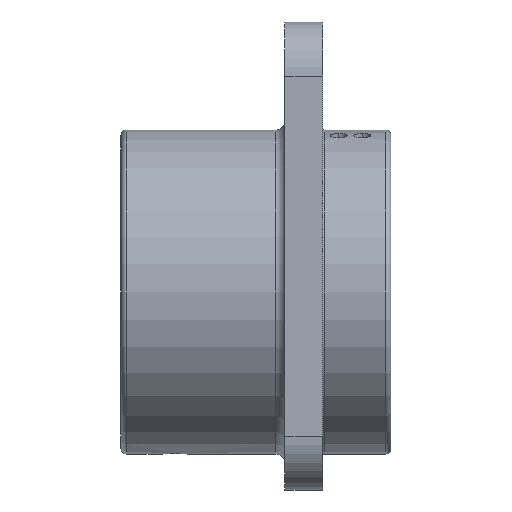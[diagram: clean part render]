
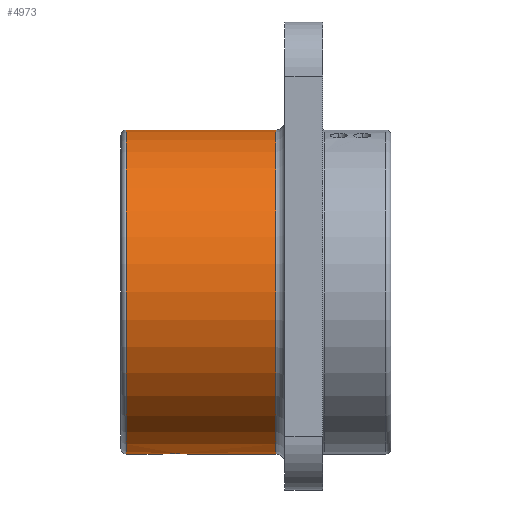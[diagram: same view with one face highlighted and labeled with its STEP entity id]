
A CAD part, left-side view. The second image highlights one B-rep face of the part: STEP entity #4973.
In plain terms, the highlighted cylindrical face has radius 90 mm (diameter 180 mm), a partial arc.
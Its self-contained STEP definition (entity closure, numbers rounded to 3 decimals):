
#25 = CARTESIAN_POINT ( 'NONE',  ( 0., 101.5, 90. ) ) ;
#42 = CARTESIAN_POINT ( 'NONE',  ( 0., 101.5, 0. ) ) ;
#66 = CARTESIAN_POINT ( 'NONE',  ( -6.954, 70.579, -89.731 ) ) ;
#113 = CARTESIAN_POINT ( 'NONE',  ( -5.564, 75.772, -89.828 ) ) ;
#196 = CARTESIAN_POINT ( 'NONE',  ( -6.821, 73.089, -89.741 ) ) ;
#197 = CARTESIAN_POINT ( 'NONE',  ( 0., 98.5, 90. ) ) ;
#295 = VECTOR ( 'NONE', #1073, 1000. ) ;
#410 = LINE ( 'NONE', #6645, #7300 ) ;
#537 = ORIENTED_EDGE ( 'NONE', *, *, #6298, .T. ) ;
#617 = CARTESIAN_POINT ( 'NONE',  ( -3.106, 77.79, -89.947 ) ) ;
#635 = CARTESIAN_POINT ( 'NONE',  ( -6.38, 68.61, -89.774 ) ) ;
#690 = B_SPLINE_CURVE_WITH_KNOTS ( 'NONE', 3,
 ( #6305, #6338, #66, #5748, #1868, #635, #4062, #2907, #4125, #1227, #2942, #4024, #2359, #6271, #6376, #6857, #3007, #1800, #5257, #3529, #1831, #1192 ),
 .UNSPECIFIED., .F., .F.,
 ( 4, 2, 2, 2, 2, 2, 2, 2, 2, 2, 4 ),
 ( 0.011, 0.012, 0.014, 0.014, 0.015, 0.016, 0.018, 0.018, 0.019, 0.021, 0.022 ),
 .UNSPECIFIED. ) ;
#759 = LINE ( 'NONE', #5324, #6562 ) ;
#985 = CARTESIAN_POINT ( 'NONE',  ( -7., 71.5, -89.727 ) ) ;
#1073 = DIRECTION ( 'NONE',  ( 0., -1., 0. ) ) ;
#1098 = CARTESIAN_POINT ( 'NONE',  ( -2.251, 78.132, -89.972 ) ) ;
#1137 = CARTESIAN_POINT ( 'NONE',  ( 0., 15.5, -90. ) ) ;
#1192 = CARTESIAN_POINT ( 'NONE',  ( 0., 64.5, -90. ) ) ;
#1208 = CARTESIAN_POINT ( 'NONE',  ( -1.811, 78.266, -89.982 ) ) ;
#1227 = CARTESIAN_POINT ( 'NONE',  ( -5.566, 67.23, -89.828 ) ) ;
#1317 = CARTESIAN_POINT ( 'NONE',  ( 0., 64.5, -90. ) ) ;
#1337 = VERTEX_POINT ( 'NONE', #1911 ) ;
#1714 = EDGE_CURVE ( 'NONE', #1337, #2624, #4155, .T. ) ;
#1775 = CARTESIAN_POINT ( 'NONE',  ( -4.269, 77.067, -89.9 ) ) ;
#1800 = CARTESIAN_POINT ( 'NONE',  ( -2.254, 64.857, -89.973 ) ) ;
#1814 = CARTESIAN_POINT ( 'NONE',  ( -5.948, 75.198, -89.803 ) ) ;
#1831 = CARTESIAN_POINT ( 'NONE',  ( -0.457, 64.5, -90. ) ) ;
#1868 = CARTESIAN_POINT ( 'NONE',  ( -6.643, 69.246, -89.755 ) ) ;
#1911 = CARTESIAN_POINT ( 'NONE',  ( 0., 78.5, -90. ) ) ;
#2114 = DIRECTION ( 'NONE',  ( 0., 0., 1. ) ) ;
#2337 = EDGE_CURVE ( 'NONE', #2624, #5002, #690, .T. ) ;
#2359 = CARTESIAN_POINT ( 'NONE',  ( -4.269, 65.934, -89.899 ) ) ;
#2430 = AXIS2_PLACEMENT_3D ( 'NONE', #7152, #6722, #2114 ) ;
#2470 = CARTESIAN_POINT ( 'NONE',  ( 0., 15.5, 90. ) ) ;
#2480 = ORIENTED_EDGE ( 'NONE', *, *, #7123, .T. ) ;
#2562 = CARTESIAN_POINT ( 'NONE',  ( -6.632, 73.753, -89.755 ) ) ;
#2624 = VERTEX_POINT ( 'NONE', #985 ) ;
#2790 = DIRECTION ( 'NONE',  ( 0., -1., 0. ) ) ;
#2800 = VERTEX_POINT ( 'NONE', #2470 ) ;
#2802 = CARTESIAN_POINT ( 'NONE',  ( 0., 98.5, -90. ) ) ;
#2808 = CIRCLE ( 'NONE', #2430, 90. ) ;
#2907 = CARTESIAN_POINT ( 'NONE',  ( -6.064, 67.995, -89.796 ) ) ;
#2921 = CARTESIAN_POINT ( 'NONE',  ( -6.283, 74.595, -89.781 ) ) ;
#2942 = CARTESIAN_POINT ( 'NONE',  ( -5.277, 66.877, -89.846 ) ) ;
#2955 = CARTESIAN_POINT ( 'NONE',  ( -5.274, 76.125, -89.846 ) ) ;
#3007 = CARTESIAN_POINT ( 'NONE',  ( -2.89, 65.12, -89.954 ) ) ;
#3118 = AXIS2_PLACEMENT_3D ( 'NONE', #5005, #2790, #7290 ) ;
#3223 = EDGE_CURVE ( 'NONE', #4361, #2800, #6149, .T. ) ;
#3445 = CARTESIAN_POINT ( 'NONE',  ( 0., 78.5, -90. ) ) ;
#3482 = ORIENTED_EDGE ( 'NONE', *, *, #5857, .T. ) ;
#3508 = CARTESIAN_POINT ( 'NONE',  ( -2.47, 78.054, -89.966 ) ) ;
#3529 = CARTESIAN_POINT ( 'NONE',  ( -0.921, 64.546, -89.996 ) ) ;
#3668 = CARTESIAN_POINT ( 'NONE',  ( -7., 71.5, -89.727 ) ) ;
#3997 = ORIENTED_EDGE ( 'NONE', *, *, #1714, .T. ) ;
#4024 = CARTESIAN_POINT ( 'NONE',  ( -4.623, 66.224, -89.882 ) ) ;
#4062 = CARTESIAN_POINT ( 'NONE',  ( -6.28, 68.4, -89.781 ) ) ;
#4073 = DIRECTION ( 'NONE',  ( 0., -1., 0. ) ) ;
#4076 = CARTESIAN_POINT ( 'NONE',  ( -0.918, 78.455, -89.996 ) ) ;
#4125 = CARTESIAN_POINT ( 'NONE',  ( -5.946, 67.799, -89.803 ) ) ;
#4155 = B_SPLINE_CURVE_WITH_KNOTS ( 'NONE', 3,
 ( #3445, #4593, #4076, #6872, #1208, #1098, #3508, #617, #4525, #1775, #5728, #2955, #113, #1814, #6797, #2921, #6549, #2562, #7018, #196, #4815, #5405, #3668 ),
 .UNSPECIFIED., .F., .F.,
 ( 4, 2, 2, 2, 2, 2, 2, 2, 1, 2, 2, 4 ),
 ( 0., 0.001, 0.002, 0.003, 0.004, 0.005, 0.007, 0.008, 0.008, 0.009, 0.01, 0.011 ),
 .UNSPECIFIED. ) ;
#4193 = EDGE_CURVE ( 'NONE', #5002, #4635, #410, .T. ) ;
#4247 = DIRECTION ( 'NONE',  ( 0., -1., 0. ) ) ;
#4271 = VERTEX_POINT ( 'NONE', #2802 ) ;
#4361 = VERTEX_POINT ( 'NONE', #197 ) ;
#4525 = CARTESIAN_POINT ( 'NONE',  ( -3.508, 77.575, -89.932 ) ) ;
#4593 = CARTESIAN_POINT ( 'NONE',  ( -0.463, 78.5, -90. ) ) ;
#4635 = VERTEX_POINT ( 'NONE', #1137 ) ;
#4815 = CARTESIAN_POINT ( 'NONE',  ( -6.956, 72.411, -89.731 ) ) ;
#4973 = ADVANCED_FACE ( 'NONE', ( #5066 ), #5170, .T. ) ;
#5002 = VERTEX_POINT ( 'NONE', #1317 ) ;
#5005 = CARTESIAN_POINT ( 'NONE',  ( 0., 98.5, 0. ) ) ;
#5066 = FACE_OUTER_BOUND ( 'NONE', #5353, .T. ) ;
#5170 = CYLINDRICAL_SURFACE ( 'NONE', #5214, 90. ) ;
#5214 = AXIS2_PLACEMENT_3D ( 'NONE', #42, #4073, #7318 ) ;
#5257 = CARTESIAN_POINT ( 'NONE',  ( -1.818, 64.725, -89.983 ) ) ;
#5324 = CARTESIAN_POINT ( 'NONE',  ( 0., 101.5, -90. ) ) ;
#5353 = EDGE_LOOP ( 'NONE', ( #6881, #2480, #3482, #3997, #5884, #6294, #537 ) ) ;
#5361 = DIRECTION ( 'NONE',  ( 0., -1., 0. ) ) ;
#5405 = CARTESIAN_POINT ( 'NONE',  ( -7., 71.957, -89.727 ) ) ;
#5728 = CARTESIAN_POINT ( 'NONE',  ( -4.629, 76.771, -89.881 ) ) ;
#5748 = CARTESIAN_POINT ( 'NONE',  ( -6.775, 69.682, -89.745 ) ) ;
#5857 = EDGE_CURVE ( 'NONE', #4271, #1337, #759, .T. ) ;
#5884 = ORIENTED_EDGE ( 'NONE', *, *, #2337, .T. ) ;
#6075 = CIRCLE ( 'NONE', #3118, 90. ) ;
#6149 = LINE ( 'NONE', #25, #295 ) ;
#6271 = CARTESIAN_POINT ( 'NONE',  ( -3.701, 65.554, -89.924 ) ) ;
#6294 = ORIENTED_EDGE ( 'NONE', *, *, #4193, .T. ) ;
#6298 = EDGE_CURVE ( 'NONE', #4635, #2800, #2808, .T. ) ;
#6305 = CARTESIAN_POINT ( 'NONE',  ( -7., 71.5, -89.727 ) ) ;
#6338 = CARTESIAN_POINT ( 'NONE',  ( -7., 71.043, -89.727 ) ) ;
#6376 = CARTESIAN_POINT ( 'NONE',  ( -3.505, 65.436, -89.932 ) ) ;
#6549 = CARTESIAN_POINT ( 'NONE',  ( -6.478, 74.182, -89.767 ) ) ;
#6562 = VECTOR ( 'NONE', #5361, 1000. ) ;
#6645 = CARTESIAN_POINT ( 'NONE',  ( 0., 101.5, -90. ) ) ;
#6722 = DIRECTION ( 'NONE',  ( 0., 1., 0. ) ) ;
#6797 = CARTESIAN_POINT ( 'NONE',  ( -6.067, 74.999, -89.795 ) ) ;
#6857 = CARTESIAN_POINT ( 'NONE',  ( -3.1, 65.22, -89.947 ) ) ;
#6872 = CARTESIAN_POINT ( 'NONE',  ( -1.589, 78.321, -89.986 ) ) ;
#6881 = ORIENTED_EDGE ( 'NONE', *, *, #3223, .F. ) ;
#7018 = CARTESIAN_POINT ( 'NONE',  ( -6.765, 73.314, -89.745 ) ) ;
#7123 = EDGE_CURVE ( 'NONE', #4361, #4271, #6075, .T. ) ;
#7152 = CARTESIAN_POINT ( 'NONE',  ( 0., 15.5, 0. ) ) ;
#7290 = DIRECTION ( 'NONE',  ( 0., 0., 1. ) ) ;
#7300 = VECTOR ( 'NONE', #4247, 1000. ) ;
#7318 = DIRECTION ( 'NONE',  ( 0., 0., -1. ) ) ;
